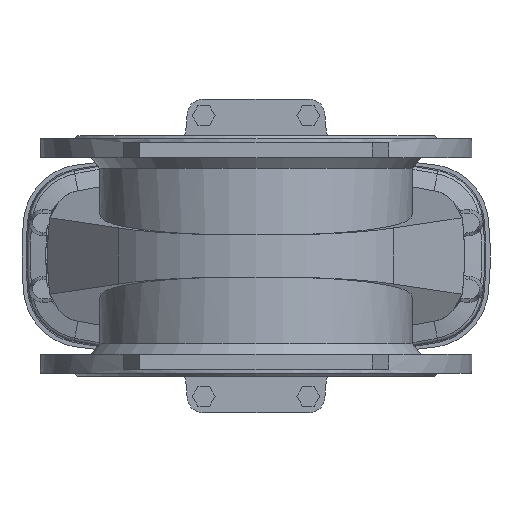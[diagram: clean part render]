
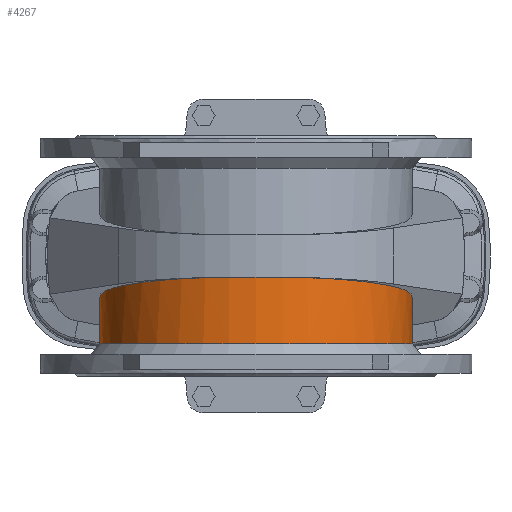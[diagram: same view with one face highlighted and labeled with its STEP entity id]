
A CAD part, front view. The second image highlights one B-rep face of the part: STEP entity #4267.
In plain terms, the highlighted cylindrical face has radius 188 mm (diameter 376 mm), a partial arc.
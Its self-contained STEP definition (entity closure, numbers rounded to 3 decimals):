
#822 =( BOUNDED_CURVE ( )  B_SPLINE_CURVE ( 3, ( #8640, #8639, #8623, #8641 ),
 .UNSPECIFIED., .F., .T. ) 
 B_SPLINE_CURVE_WITH_KNOTS ( ( 4, 4 ),
 ( 6.158, 9.257 ),
 .UNSPECIFIED. ) 
 CURVE ( )  GEOMETRIC_REPRESENTATION_ITEM ( )  RATIONAL_B_SPLINE_CURVE ( ( 1., 0.348, 0.348, 1. ) ) 
 REPRESENTATION_ITEM ( '' )  );
#837 = ORIENTED_EDGE ( 'NONE', *, *, #2585, .T. ) ;
#906 = ORIENTED_EDGE ( 'NONE', *, *, #2591, .T. ) ;
#919 = ORIENTED_EDGE ( 'NONE', *, *, #2586, .F. ) ;
#941 = ORIENTED_EDGE ( 'NONE', *, *, #6143, .F. ) ;
#960 = ORIENTED_EDGE ( 'NONE', *, *, #2573, .T. ) ;
#2573 = EDGE_CURVE ( 'NONE', #3658, #3656, #822, .T. ) ;
#2585 = EDGE_CURVE ( 'NONE', #3719, #3600, #7164, .T. ) ;
#2586 = EDGE_CURVE ( 'NONE', #3658, #3600, #16388, .T. ) ;
#2591 = EDGE_CURVE ( 'NONE', #3626, #3719, #7171, .T. ) ;
#3299 = EDGE_LOOP ( 'NONE', ( #906, #837, #919, #960, #941 ) ) ;
#3600 = VERTEX_POINT ( 'NONE', #10038 ) ;
#3626 = VERTEX_POINT ( 'NONE', #10064 ) ;
#3656 = VERTEX_POINT ( 'NONE', #10094 ) ;
#3658 = VERTEX_POINT ( 'NONE', #10096 ) ;
#3719 = VERTEX_POINT ( 'NONE', #10157 ) ;
#4267 = ADVANCED_FACE ( 'NONE', ( #11399 ), #11405, .T. ) ;
#6143 = EDGE_CURVE ( 'NONE', #3626, #3656, #13702, .T. ) ;
#6492 = AXIS2_PLACEMENT_3D ( 'NONE', #8731, #8732, #8733 ) ;
#7164 = LINE ( 'NONE', #8687, #7168 ) ;
#7168 = VECTOR ( 'NONE', #8695, 1000. ) ;
#7171 = CIRCLE ( 'NONE', #6492, 188. ) ;
#8623 = CARTESIAN_POINT ( 'NONE',  ( -368.241, -312.514, -69.946 ) ) ;
#8639 = CARTESIAN_POINT ( 'NONE',  ( -360.568, -673., -19.418 ) ) ;
#8640 = CARTESIAN_POINT ( 'NONE',  ( 0., -673., -25.774 ) ) ;
#8641 = CARTESIAN_POINT ( 'NONE',  ( -8., -297.17, -78.452 ) ) ;
#8687 = CARTESIAN_POINT ( 'NONE',  ( 8., -297.17, -1000. ) ) ;
#8692 = CARTESIAN_POINT ( 'NONE',  ( 360.568, -673., -19.418 ) ) ;
#8694 = CARTESIAN_POINT ( 'NONE',  ( 0., -673., -25.774 ) ) ;
#8695 = DIRECTION ( 'NONE',  ( 0., 0., 1. ) ) ;
#8698 = CARTESIAN_POINT ( 'NONE',  ( 368.241, -312.514, -69.946 ) ) ;
#8699 = CARTESIAN_POINT ( 'NONE',  ( 8., -297.17, -78.452 ) ) ;
#8731 = CARTESIAN_POINT ( 'NONE',  ( 0., -485., -105.391 ) ) ;
#8732 = DIRECTION ( 'NONE',  ( 0., 0., 1. ) ) ;
#8733 = DIRECTION ( 'NONE',  ( 1., 0., 0. ) ) ;
#10038 = CARTESIAN_POINT ( 'NONE',  ( 8., -297.17, -78.452 ) ) ;
#10064 = CARTESIAN_POINT ( 'NONE',  ( -8., -297.17, -105.391 ) ) ;
#10094 = CARTESIAN_POINT ( 'NONE',  ( -8., -297.17, -78.452 ) ) ;
#10096 = CARTESIAN_POINT ( 'NONE',  ( 0., -673., -25.774 ) ) ;
#10157 = CARTESIAN_POINT ( 'NONE',  ( 8., -297.17, -105.391 ) ) ;
#10514 = AXIS2_PLACEMENT_3D ( 'NONE', #11942, #11940, #11939 ) ;
#11399 = FACE_OUTER_BOUND ( 'NONE', #3299, .T. ) ;
#11405 = CYLINDRICAL_SURFACE ( 'NONE', #10514, 188. ) ;
#11939 = DIRECTION ( 'NONE',  ( 1., 0., 0. ) ) ;
#11940 = DIRECTION ( 'NONE',  ( 0., 0., 1. ) ) ;
#11942 = CARTESIAN_POINT ( 'NONE',  ( 0., -485., -1000. ) ) ;
#13702 = LINE ( 'NONE', #18319, #13703 ) ;
#13703 = VECTOR ( 'NONE', #18318, 1000. ) ;
#16388 =( BOUNDED_CURVE ( )  B_SPLINE_CURVE ( 3, ( #8694, #8692, #8698, #8699 ),
 .UNSPECIFIED., .F., .F. ) 
 B_SPLINE_CURVE_WITH_KNOTS ( ( 4, 4 ),
 ( 6.158, 9.257 ),
 .UNSPECIFIED. ) 
 CURVE ( )  GEOMETRIC_REPRESENTATION_ITEM ( )  RATIONAL_B_SPLINE_CURVE ( ( 1., 0.348, 0.348, 1. ) ) 
 REPRESENTATION_ITEM ( '' )  );
#18318 = DIRECTION ( 'NONE',  ( 0., 0., 1. ) ) ;
#18319 = CARTESIAN_POINT ( 'NONE',  ( -8., -297.17, -1000. ) ) ;
